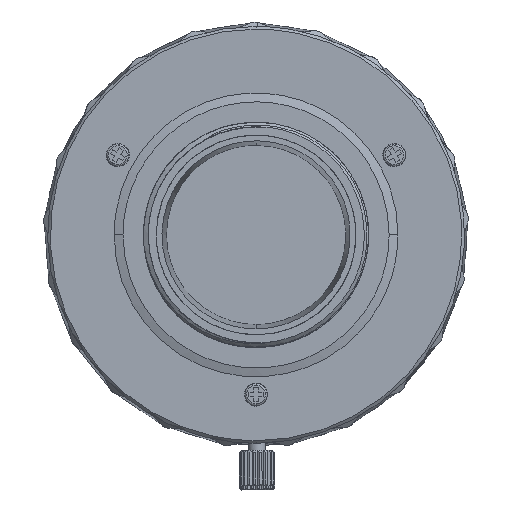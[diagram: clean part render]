
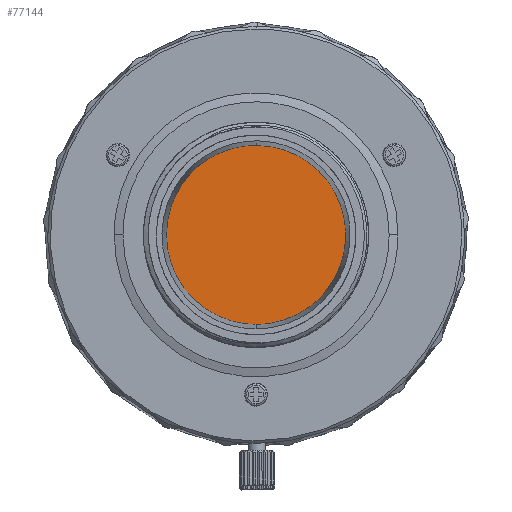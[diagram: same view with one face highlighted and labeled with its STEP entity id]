
A CAD part, front view. The second image highlights one B-rep face of the part: STEP entity #77144.
In plain terms, the highlighted free-form (B-spline) face has degree [1, 1] with [2, 2] control points.
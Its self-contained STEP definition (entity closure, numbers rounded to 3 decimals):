
#1522 = CARTESIAN_POINT ( 'NONE',  ( 0., 9., 12. ) ) ;
#2303 = CARTESIAN_POINT ( 'NONE',  ( -12.144, 9., 12.144 ) ) ;
#5769 = CARTESIAN_POINT ( 'NONE',  ( 7.029, 9., -12. ) ) ;
#8730 = CARTESIAN_POINT ( 'NONE',  ( 0., 9., -12. ) ) ;
#11117 = CARTESIAN_POINT ( 'NONE',  ( 12., 9., 0. ) ) ;
#14991 = CARTESIAN_POINT ( 'NONE',  ( -12.144, 9., -12.144 ) ) ;
#22190 = CARTESIAN_POINT ( 'NONE',  ( 0., 9., 12. ) ) ;
#25777 = CARTESIAN_POINT ( 'NONE',  ( 0., 9., -12. ) ) ;
#26119 = B_SPLINE_SURFACE_WITH_KNOTS ( 'NONE', 1, 1, ( 
 ( #14991, #32962 ),
 ( #2303, #70155 ) ),
 .UNSPECIFIED., .F., .F., .F.,
 ( 2, 2 ),
 ( 2, 2 ),
 ( 0., 1. ),
 ( 0., 1. ),
 .UNSPECIFIED. ) ;
#26464 = CARTESIAN_POINT ( 'NONE',  ( 12., 9., -7.029 ) ) ;
#30700 = CARTESIAN_POINT ( 'NONE',  ( 0., 9., -12. ) ) ;
#32962 = CARTESIAN_POINT ( 'NONE',  ( 12.144, 9., -12.144 ) ) ;
#33361 = FACE_OUTER_BOUND ( 'NONE', #57505, .T. ) ;
#36400 = EDGE_CURVE ( 'NONE', #67976, #67356, #69527, .T. ) ;
#37206 = CARTESIAN_POINT ( 'NONE',  ( 7.029, 9., 12. ) ) ;
#43348 = ORIENTED_EDGE ( 'NONE', *, *, #36400, .F. ) ;
#46526 = EDGE_CURVE ( 'NONE', #67356, #67976, #52017, .T. ) ;
#52017 =( BOUNDED_CURVE ( )  B_SPLINE_CURVE ( 3, ( #1522, #37206, #76282, #11117, #26464, #5769, #30700 ),
 .UNSPECIFIED., .F., .T. ) 
 B_SPLINE_CURVE_WITH_KNOTS ( ( 4, 3, 4 ),
 ( -3.142, -1.571, 0. ),
 .UNSPECIFIED. ) 
 CURVE ( )  GEOMETRIC_REPRESENTATION_ITEM ( )  RATIONAL_B_SPLINE_CURVE ( ( 1., 0.805, 0.805, 1., 0.805, 0.805, 1. ) ) 
 REPRESENTATION_ITEM ( '' )  );
#57505 = EDGE_LOOP ( 'NONE', ( #64813, #43348 ) ) ;
#59395 = CARTESIAN_POINT ( 'NONE',  ( -24., 9., 12. ) ) ;
#64319 = CARTESIAN_POINT ( 'NONE',  ( -24., 9., -12. ) ) ;
#64813 = ORIENTED_EDGE ( 'NONE', *, *, #46526, .F. ) ;
#67356 = VERTEX_POINT ( 'NONE', #73301 ) ;
#67976 = VERTEX_POINT ( 'NONE', #25777 ) ;
#69527 =( BOUNDED_CURVE ( )  B_SPLINE_CURVE ( 3, ( #8730, #64319, #59395, #22190 ),
 .UNSPECIFIED., .F., .T. ) 
 B_SPLINE_CURVE_WITH_KNOTS ( ( 4, 4 ),
 ( -3.142, 0. ),
 .UNSPECIFIED. ) 
 CURVE ( )  GEOMETRIC_REPRESENTATION_ITEM ( )  RATIONAL_B_SPLINE_CURVE ( ( 1., 0.333, 0.333, 1. ) ) 
 REPRESENTATION_ITEM ( '' )  );
#70155 = CARTESIAN_POINT ( 'NONE',  ( 12.144, 9., 12.144 ) ) ;
#73301 = CARTESIAN_POINT ( 'NONE',  ( 0., 9., 12. ) ) ;
#76282 = CARTESIAN_POINT ( 'NONE',  ( 12., 9., 7.029 ) ) ;
#77144 = ADVANCED_FACE ( 'NONE', ( #33361 ), #26119, .F. ) ;
